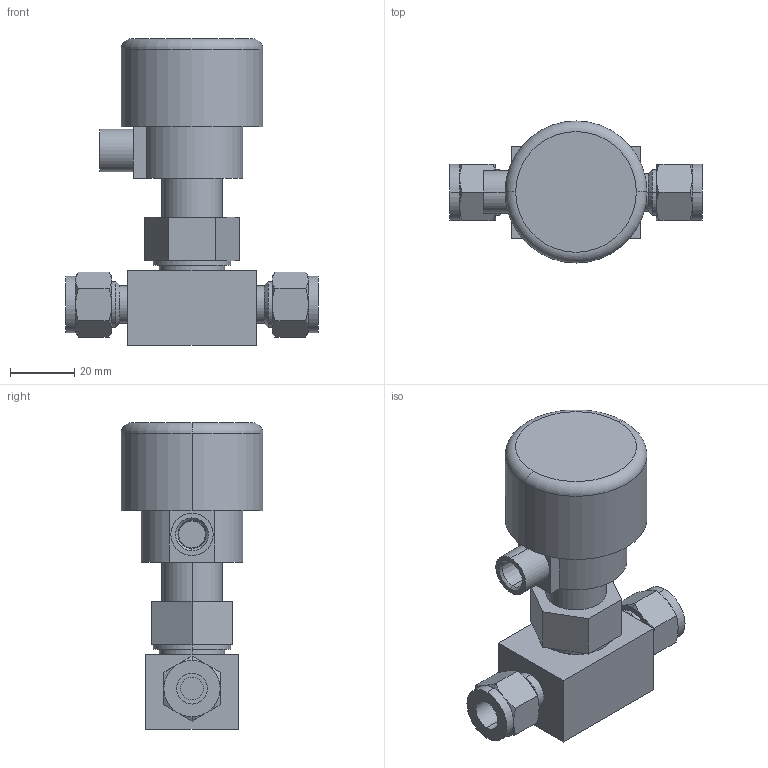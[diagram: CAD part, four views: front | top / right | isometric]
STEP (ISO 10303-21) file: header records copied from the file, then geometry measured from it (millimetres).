
FILE_DESCRIPTION(('starvars output'),'2;1');
FILE_NAME('cv20191102075241000043626.stp','07:52:41 2019/11/02',( 'Thomas Industrial Network Germany GmbH'),( 'Thomas Industrial Network Germany GmbH'),'unknown preprocess','ACIS' ,'unknown authorization');
FILE_SCHEMA(('CONFIG_CONTROL_DESIGN {UNKNOWN IMPLEMENTATION LEVEL}'));
Length unit declared in the file: millimetre
Products named in the file (1): PRODUCT_ID_1
Bounding box: 78.49 x 44.2 x 95.5 mm (x, y, z)
Volume: 100840.7 mm3; surface area: 20444.4 mm2
Topology: 1 solids, 1 shells, 135 faces, 289 edges, 172 vertices
Faces by surface type: cone 48, plane 45, cylinder 40, torus 2
Entity records: 2976 total; most frequent: ORIENTED_EDGE 570, CARTESIAN_POINT 558, DIRECTION 369, EDGE_CURVE 285, VERTEX_POINT 172, EDGE_LOOP 155, FACE_BOUND 155, ADVANCED_FACE 135
